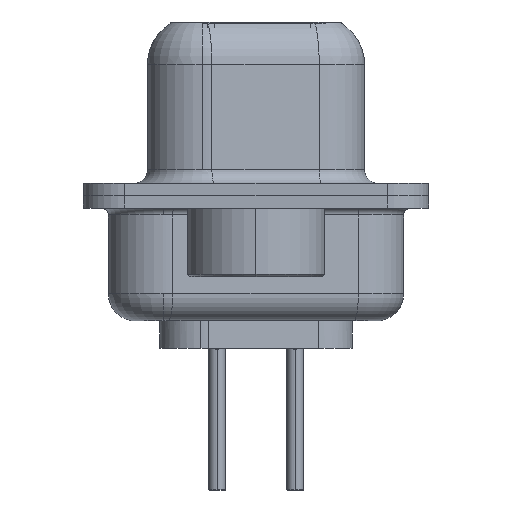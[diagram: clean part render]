
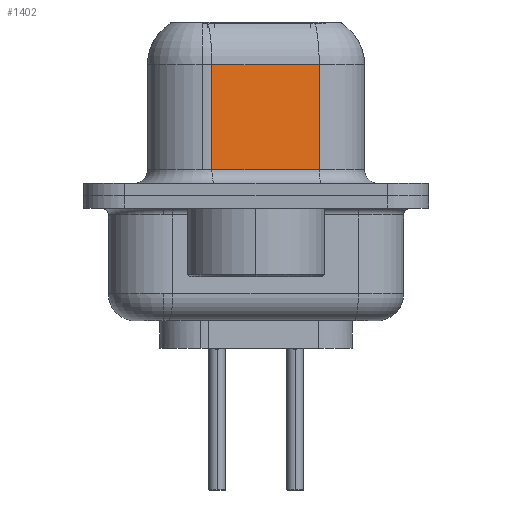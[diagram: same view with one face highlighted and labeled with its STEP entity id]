
A CAD part, left-side view. The second image highlights one B-rep face of the part: STEP entity #1402.
In plain terms, the highlighted planar face has unit normal (-0.985, -0.174, 0).
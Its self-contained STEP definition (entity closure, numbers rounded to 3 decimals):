
#645 = CARTESIAN_POINT ( 'NONE',  ( 5.048, -2.297, 6.52 ) ) ;
#1402 = ADVANCED_FACE ( 'NONE', ( #26608 ), #13677, .F. ) ;
#2008 = VECTOR ( 'NONE', #19799, 1000. ) ;
#2114 = VERTEX_POINT ( 'NONE', #11785 ) ;
#2140 = DIRECTION ( 'NONE',  ( 0., 0., -1. ) ) ;
#2466 = AXIS2_PLACEMENT_3D ( 'NONE', #645, #3188, #14097 ) ;
#3188 = DIRECTION ( 'NONE',  ( 0.985, 0.174, 0. ) ) ;
#3779 = ORIENTED_EDGE ( 'NONE', *, *, #12130, .T. ) ;
#4267 = LINE ( 'NONE', #5845, #14125 ) ;
#5845 = CARTESIAN_POINT ( 'NONE',  ( 4.36, 1.603, 6.52 ) ) ;
#6434 = CARTESIAN_POINT ( 'NONE',  ( 5.048, -2.297, 0.95 ) ) ;
#8511 = VERTEX_POINT ( 'NONE', #25869 ) ;
#8523 = VERTEX_POINT ( 'NONE', #6434 ) ;
#9973 = VECTOR ( 'NONE', #13504, 1000. ) ;
#11658 = LINE ( 'NONE', #11797, #9973 ) ;
#11785 = CARTESIAN_POINT ( 'NONE',  ( 5.048, -2.297, 4.77 ) ) ;
#11797 = CARTESIAN_POINT ( 'NONE',  ( 5.048, -2.297, 0.95 ) ) ;
#11807 = EDGE_CURVE ( 'NONE', #2114, #8523, #24926, .T. ) ;
#12130 = EDGE_CURVE ( 'NONE', #15705, #8511, #4267, .T. ) ;
#12591 = CARTESIAN_POINT ( 'NONE',  ( 4.36, 1.603, 4.77 ) ) ;
#13504 = DIRECTION ( 'NONE',  ( 0.174, -0.985, 0. ) ) ;
#13677 = PLANE ( 'NONE',  #2466 ) ;
#13843 = EDGE_CURVE ( 'NONE', #8511, #8523, #11658, .T. ) ;
#14097 = DIRECTION ( 'NONE',  ( -0.174, 0.985, 0. ) ) ;
#14125 = VECTOR ( 'NONE', #2140, 1000. ) ;
#15104 = CARTESIAN_POINT ( 'NONE',  ( 5.048, -2.297, 4.77 ) ) ;
#15705 = VERTEX_POINT ( 'NONE', #12591 ) ;
#16119 = CARTESIAN_POINT ( 'NONE',  ( 5.048, -2.297, 6.52 ) ) ;
#17014 = ORIENTED_EDGE ( 'NONE', *, *, #13843, .T. ) ;
#18966 = ORIENTED_EDGE ( 'NONE', *, *, #11807, .F. ) ;
#19368 = LINE ( 'NONE', #15104, #2008 ) ;
#19799 = DIRECTION ( 'NONE',  ( -0.174, 0.985, 0. ) ) ;
#20759 = EDGE_LOOP ( 'NONE', ( #18966, #24293, #3779, #17014 ) ) ;
#24293 = ORIENTED_EDGE ( 'NONE', *, *, #24663, .T. ) ;
#24663 = EDGE_CURVE ( 'NONE', #2114, #15705, #19368, .T. ) ;
#24926 = LINE ( 'NONE', #16119, #25000 ) ;
#25000 = VECTOR ( 'NONE', #26780, 1000. ) ;
#25869 = CARTESIAN_POINT ( 'NONE',  ( 4.36, 1.603, 0.95 ) ) ;
#26608 = FACE_OUTER_BOUND ( 'NONE', #20759, .T. ) ;
#26780 = DIRECTION ( 'NONE',  ( 0., 0., -1. ) ) ;
